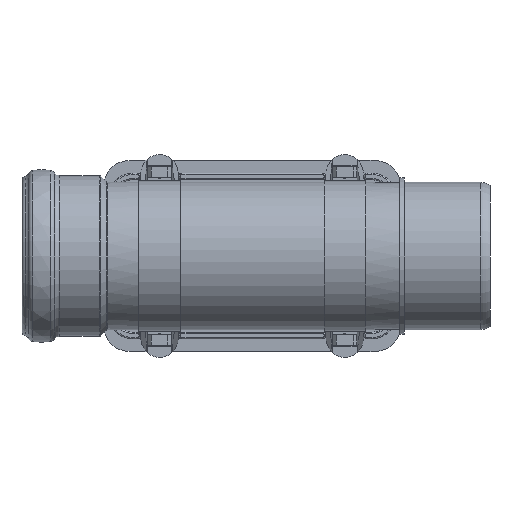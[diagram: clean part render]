
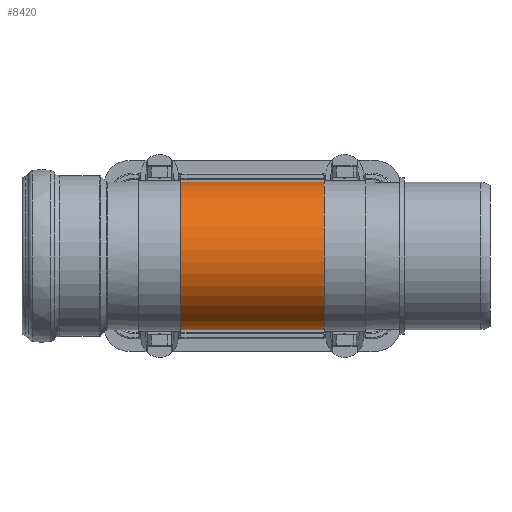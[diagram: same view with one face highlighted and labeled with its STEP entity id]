
A CAD part, left-side view. The second image highlights one B-rep face of the part: STEP entity #8420.
In plain terms, the highlighted cylindrical face has radius 55.05 mm (diameter 110.1 mm), a partial arc.
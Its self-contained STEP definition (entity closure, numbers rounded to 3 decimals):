
#225=CYLINDRICAL_SURFACE('',#9020,55.05);
#702=CIRCLE('',#9015,55.05);
#703=CIRCLE('',#9021,55.05);
#1132=FACE_OUTER_BOUND('',#1695,.T.);
#1695=EDGE_LOOP('',(#6016,#6017,#6018,#6019));
#2364=LINE('',#13636,#3058);
#2369=LINE('',#13647,#3063);
#3058=VECTOR('',#10338,107.5);
#3063=VECTOR('',#10349,107.5);
#3749=VERTEX_POINT('',#13623);
#3751=VERTEX_POINT('',#13628);
#3753=VERTEX_POINT('',#13634);
#3756=VERTEX_POINT('',#13646);
#4592=EDGE_CURVE('',#3749,#3751,#702,.T.);
#4595=EDGE_CURVE('',#3751,#3753,#2364,.T.);
#4600=EDGE_CURVE('',#3756,#3749,#2369,.T.);
#4603=EDGE_CURVE('',#3753,#3756,#703,.T.);
#6016=ORIENTED_EDGE('',*,*,#4592,.T.);
#6017=ORIENTED_EDGE('',*,*,#4595,.T.);
#6018=ORIENTED_EDGE('',*,*,#4603,.T.);
#6019=ORIENTED_EDGE('',*,*,#4600,.T.);
#8420=ADVANCED_FACE('',(#1132),#225,.T.);
#9015=AXIS2_PLACEMENT_3D('',#13630,#10332,#10333);
#9020=AXIS2_PLACEMENT_3D('',#13651,#10352,#10353);
#9021=AXIS2_PLACEMENT_3D('',#13652,#10354,#10355);
#10332=DIRECTION('center_axis',(0.,-1.,0.));
#10333=DIRECTION('ref_axis',(1.,0.,0.));
#10338=DIRECTION('',(0.,-1.,0.));
#10349=DIRECTION('',(0.,1.,0.));
#10352=DIRECTION('center_axis',(0.,-1.,0.));
#10353=DIRECTION('ref_axis',(1.,0.,0.));
#10354=DIRECTION('center_axis',(0.,1.,0.));
#10355=DIRECTION('ref_axis',(1.,0.,0.));
#13623=CARTESIAN_POINT('',(0.254,231.6,55.049));
#13628=CARTESIAN_POINT('',(0.254,231.6,-55.049));
#13630=CARTESIAN_POINT('Origin',(0.,231.6,0.));
#13634=CARTESIAN_POINT('',(0.254,124.1,-55.049));
#13636=CARTESIAN_POINT('',(0.254,146.789,-55.049));
#13646=CARTESIAN_POINT('',(0.254,124.1,55.049));
#13647=CARTESIAN_POINT('',(0.254,146.789,55.049));
#13651=CARTESIAN_POINT('Origin',(0.,146.789,0.));
#13652=CARTESIAN_POINT('Origin',(0.,124.1,0.));
